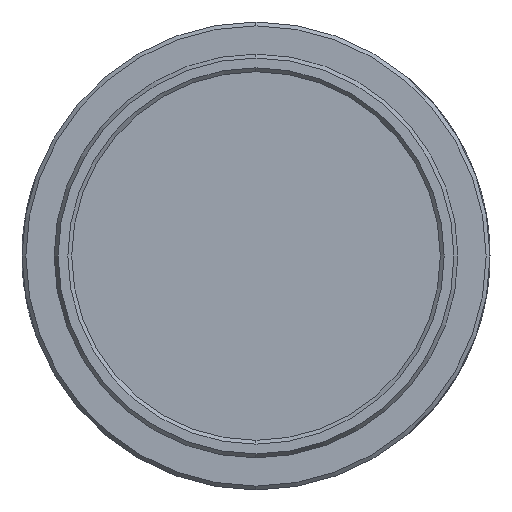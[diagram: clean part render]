
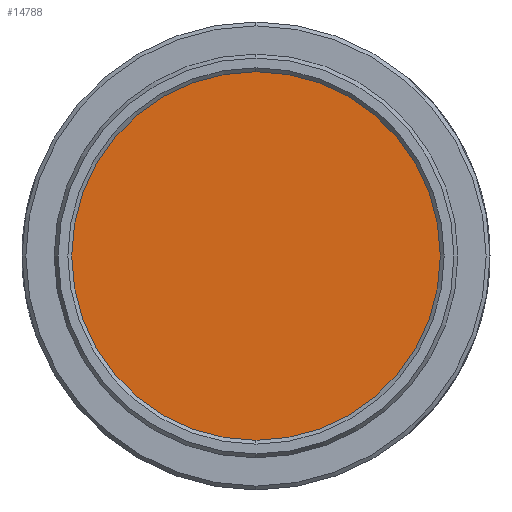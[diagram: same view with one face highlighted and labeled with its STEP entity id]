
A CAD part, left-side view. The second image highlights one B-rep face of the part: STEP entity #14788.
In plain terms, the highlighted planar face has unit normal (-1, 0, 0).
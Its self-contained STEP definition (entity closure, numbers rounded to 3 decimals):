
#1791 = EDGE_CURVE ( 'NONE', #10806, #6792, #10690, .T. ) ;
#2022 = PLANE ( 'NONE',  #14217 ) ;
#2037 = DIRECTION ( 'NONE',  ( 1., 0., 0. ) ) ;
#2522 = ORIENTED_EDGE ( 'NONE', *, *, #1791, .F. ) ;
#4026 = DIRECTION ( 'NONE',  ( 0., -0.643, -0.766 ) ) ;
#5439 = CARTESIAN_POINT ( 'NONE',  ( -7.62, 0., 0. ) ) ;
#6112 = CIRCLE ( 'NONE', #7201, 12.7 ) ;
#6552 = DIRECTION ( 'NONE',  ( 1., 0., 0. ) ) ;
#6792 = VERTEX_POINT ( 'NONE', #13522 ) ;
#7047 = DIRECTION ( 'NONE',  ( 0., -0.643, -0.766 ) ) ;
#7062 = AXIS2_PLACEMENT_3D ( 'NONE', #11188, #6552, #4026 ) ;
#7201 = AXIS2_PLACEMENT_3D ( 'NONE', #9424, #2037, #7047 ) ;
#8086 = ORIENTED_EDGE ( 'NONE', *, *, #9673, .F. ) ;
#9188 = DIRECTION ( 'NONE',  ( 1., 0., 0. ) ) ;
#9424 = CARTESIAN_POINT ( 'NONE',  ( -7.62, 0., 0. ) ) ;
#9673 = EDGE_CURVE ( 'NONE', #6792, #10806, #6112, .T. ) ;
#10690 = CIRCLE ( 'NONE', #7062, 12.7 ) ;
#10806 = VERTEX_POINT ( 'NONE', #13389 ) ;
#11188 = CARTESIAN_POINT ( 'NONE',  ( -7.62, 0., 0. ) ) ;
#12719 = DIRECTION ( 'NONE',  ( 0., -0.643, -0.766 ) ) ;
#13389 = CARTESIAN_POINT ( 'NONE',  ( -7.62, -8.16, -9.731 ) ) ;
#13496 = EDGE_LOOP ( 'NONE', ( #2522, #8086 ) ) ;
#13522 = CARTESIAN_POINT ( 'NONE',  ( -7.62, 8.16, 9.731 ) ) ;
#14052 = FACE_OUTER_BOUND ( 'NONE', #13496, .T. ) ;
#14217 = AXIS2_PLACEMENT_3D ( 'NONE', #5439, #9188, #12719 ) ;
#14788 = ADVANCED_FACE ( 'NONE', ( #14052 ), #2022, .F. ) ;
